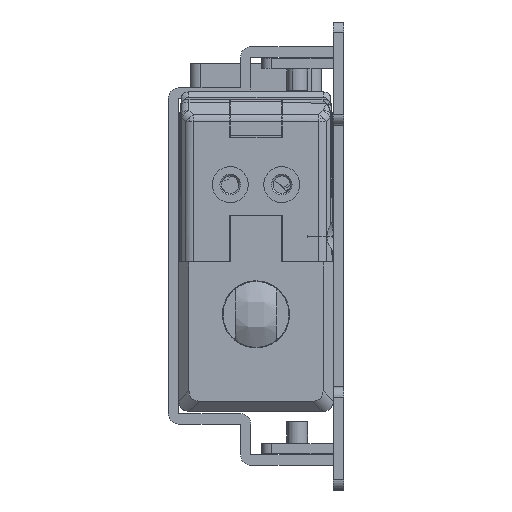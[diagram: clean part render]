
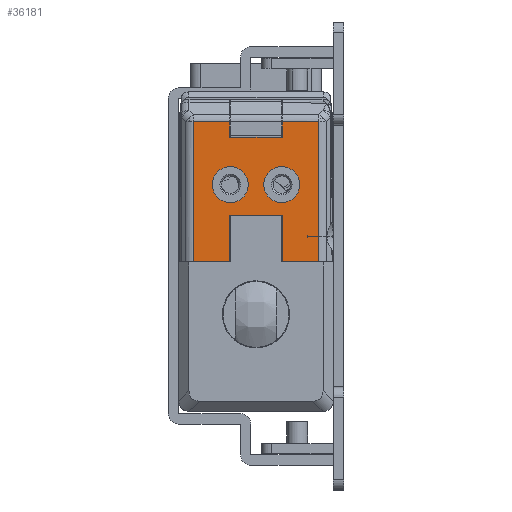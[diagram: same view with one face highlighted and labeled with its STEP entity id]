
A CAD part, left-side view. The second image highlights one B-rep face of the part: STEP entity #36181.
In plain terms, the highlighted planar face has unit normal (-1, 0, 0).
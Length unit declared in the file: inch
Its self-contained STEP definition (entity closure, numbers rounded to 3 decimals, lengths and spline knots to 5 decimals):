
#113 = CARTESIAN_POINT ( 'NONE',  ( -2.08268, 0.43406, -0.02283 ) ) ;
#364 = ORIENTED_EDGE ( 'NONE', *, *, #3074, .T. ) ;
#894 = LINE ( 'NONE', #39026, #60766 ) ;
#960 = VERTEX_POINT ( 'NONE', #31680 ) ;
#2695 = LINE ( 'NONE', #23568, #71529 ) ;
#3074 = EDGE_CURVE ( 'NONE', #45735, #72867, #59821, .T. ) ;
#4719 = PLANE ( 'NONE',  #45755 ) ;
#4828 = ORIENTED_EDGE ( 'NONE', *, *, #32017, .T. ) ;
#4862 = ORIENTED_EDGE ( 'NONE', *, *, #90657, .T. ) ;
#4901 = CARTESIAN_POINT ( 'NONE',  ( -2.08268, 0.23425, 0.51205 ) ) ;
#5137 = DIRECTION ( 'NONE',  ( 0., 0., -1. ) ) ;
#5160 = VERTEX_POINT ( 'NONE', #4901 ) ;
#5284 = VERTEX_POINT ( 'NONE', #77521 ) ;
#5627 = DIRECTION ( 'NONE',  ( 0., 0., 1. ) ) ;
#6025 = DIRECTION ( 'NONE',  ( 0., 0., 1. ) ) ;
#6548 = ORIENTED_EDGE ( 'NONE', *, *, #30559, .T. ) ;
#7514 = ORIENTED_EDGE ( 'NONE', *, *, #73931, .T. ) ;
#7829 = CIRCLE ( 'NONE', #21799, 0.0689 ) ;
#8063 = CARTESIAN_POINT ( 'NONE',  ( -2.08268, 0.09505, -0.02283 ) ) ;
#9157 = DIRECTION ( 'NONE',  ( 0., 1., 0. ) ) ;
#9800 = CARTESIAN_POINT ( 'NONE',  ( -2.08268, 0.03937, -0.02283 ) ) ;
#10111 = LINE ( 'NONE', #89569, #24449 ) ;
#11581 = VERTEX_POINT ( 'NONE', #37731 ) ;
#13343 = DIRECTION ( 'NONE',  ( 0., 0., 1. ) ) ;
#13981 = CARTESIAN_POINT ( 'NONE',  ( -2.08268, 0.03937, 0.51205 ) ) ;
#14218 = VERTEX_POINT ( 'NONE', #58632 ) ;
#14777 = EDGE_CURVE ( 'NONE', #11581, #960, #70472, .T. ) ;
#14883 = DIRECTION ( 'NONE',  ( 0., -1., 0. ) ) ;
#15199 = DIRECTION ( 'NONE',  ( 0., 0., 1. ) ) ;
#16366 = FACE_OUTER_BOUND ( 'NONE', #76501, .T. ) ;
#19193 = EDGE_CURVE ( 'NONE', #61942, #34077, #81368, .T. ) ;
#19934 = CARTESIAN_POINT ( 'NONE',  ( -2.08268, 0.23622, 0.27245 ) ) ;
#20161 = EDGE_CURVE ( 'NONE', #35036, #91105, #90002, .T. ) ;
#20284 = VERTEX_POINT ( 'NONE', #38776 ) ;
#20290 = VERTEX_POINT ( 'NONE', #39066 ) ;
#21246 = EDGE_CURVE ( 'NONE', #5284, #20284, #62028, .T. ) ;
#21344 = VECTOR ( 'NONE', #23376, 39.37008 ) ;
#21799 = AXIS2_PLACEMENT_3D ( 'NONE', #29119, #22227, #78798 ) ;
#22225 = VECTOR ( 'NONE', #14883, 39.37008 ) ;
#22227 = DIRECTION ( 'NONE',  ( 1., 0., 0. ) ) ;
#23376 = DIRECTION ( 'NONE',  ( 0., -1., 0. ) ) ;
#23568 = CARTESIAN_POINT ( 'NONE',  ( -2.08268, 0.03937, 0.45355 ) ) ;
#23655 = ORIENTED_EDGE ( 'NONE', *, *, #59864, .T. ) ;
#24449 = VECTOR ( 'NONE', #90171, 39.37008 ) ;
#25310 = ORIENTED_EDGE ( 'NONE', *, *, #20161, .T. ) ;
#27090 = EDGE_CURVE ( 'NONE', #91105, #20290, #84340, .T. ) ;
#27645 = DIRECTION ( 'NONE',  ( -1., 0., 0. ) ) ;
#28047 = CARTESIAN_POINT ( 'NONE',  ( -2.08268, 0.43504, 0.62679 ) ) ;
#29119 = CARTESIAN_POINT ( 'NONE',  ( -2.08268, 0.23622, 0.27245 ) ) ;
#29437 = VERTEX_POINT ( 'NONE', #71812 ) ;
#30340 = CARTESIAN_POINT ( 'NONE',  ( -2.08268, 0.43504, 0.51205 ) ) ;
#30559 = EDGE_CURVE ( 'NONE', #14218, #78548, #59577, .T. ) ;
#30722 = CARTESIAN_POINT ( 'NONE',  ( -2.08268, 0.23524, 0.15532 ) ) ;
#30980 = CARTESIAN_POINT ( 'NONE',  ( -2.08268, 0.09505, 0.51205 ) ) ;
#31067 = DIRECTION ( 'NONE',  ( 0., 0., 1. ) ) ;
#31362 = LINE ( 'NONE', #13981, #81321 ) ;
#31680 = CARTESIAN_POINT ( 'NONE',  ( -2.08268, 0.43307, 0.34135 ) ) ;
#32017 = EDGE_CURVE ( 'NONE', #34077, #35036, #86721, .T. ) ;
#34077 = VERTEX_POINT ( 'NONE', #113 ) ;
#34733 = EDGE_CURVE ( 'NONE', #72867, #5160, #31362, .T. ) ;
#35036 = VERTEX_POINT ( 'NONE', #55158 ) ;
#35111 = CARTESIAN_POINT ( 'NONE',  ( -2.08268, 0.03937, -0.02283 ) ) ;
#36181 = ADVANCED_FACE ( 'NONE', ( #16366, #57406, #89637 ), #4719, .T. ) ;
#36236 = EDGE_CURVE ( 'NONE', #960, #11581, #39631, .T. ) ;
#37034 = EDGE_CURVE ( 'NONE', #29437, #14218, #2695, .T. ) ;
#37444 = VECTOR ( 'NONE', #6025, 39.37008 ) ;
#37731 = CARTESIAN_POINT ( 'NONE',  ( -2.08268, 0.43307, 0.20355 ) ) ;
#38776 = CARTESIAN_POINT ( 'NONE',  ( -2.08268, 0.23622, 0.34135 ) ) ;
#39026 = CARTESIAN_POINT ( 'NONE',  ( -2.08268, 0.57424, -0.02283 ) ) ;
#39066 = CARTESIAN_POINT ( 'NONE',  ( -2.08268, 0.23524, -0.02283 ) ) ;
#39631 = CIRCLE ( 'NONE', #72536, 0.0689 ) ;
#40452 = EDGE_CURVE ( 'NONE', #20290, #45735, #10111, .T. ) ;
#40599 = ORIENTED_EDGE ( 'NONE', *, *, #21246, .T. ) ;
#41625 = CARTESIAN_POINT ( 'NONE',  ( -2.08268, 0.43307, 0.27245 ) ) ;
#42072 = ORIENTED_EDGE ( 'NONE', *, *, #34733, .T. ) ;
#45735 = VERTEX_POINT ( 'NONE', #80882 ) ;
#45755 = AXIS2_PLACEMENT_3D ( 'NONE', #35111, #27645, #55861 ) ;
#46251 = VERTEX_POINT ( 'NONE', #76589 ) ;
#49129 = DIRECTION ( 'NONE',  ( 0., 0., 1. ) ) ;
#50801 = EDGE_LOOP ( 'NONE', ( #55963, #74218 ) ) ;
#51338 = AXIS2_PLACEMENT_3D ( 'NONE', #19934, #77377, #49129 ) ;
#55158 = CARTESIAN_POINT ( 'NONE',  ( -2.08268, 0.43406, 0.15532 ) ) ;
#55861 = DIRECTION ( 'NONE',  ( 0., 0., 1. ) ) ;
#55963 = ORIENTED_EDGE ( 'NONE', *, *, #36236, .T. ) ;
#57377 = CARTESIAN_POINT ( 'NONE',  ( -2.08268, 0.03937, 0.15532 ) ) ;
#57406 = FACE_BOUND ( 'NONE', #87453, .T. ) ;
#58632 = CARTESIAN_POINT ( 'NONE',  ( -2.08268, 0.43504, 0.45355 ) ) ;
#59577 = LINE ( 'NONE', #28047, #37444 ) ;
#59821 = LINE ( 'NONE', #8063, #68482 ) ;
#59864 = EDGE_CURVE ( 'NONE', #78548, #46251, #77290, .T. ) ;
#60766 = VECTOR ( 'NONE', #88041, 39.37008 ) ;
#61515 = DIRECTION ( 'NONE',  ( 0., 0., -1. ) ) ;
#61942 = VERTEX_POINT ( 'NONE', #88813 ) ;
#62028 = CIRCLE ( 'NONE', #51338, 0.0689 ) ;
#62510 = CARTESIAN_POINT ( 'NONE',  ( -2.08268, 0.23425, 0.46143 ) ) ;
#63339 = DIRECTION ( 'NONE',  ( 1., 0., 0. ) ) ;
#63880 = CARTESIAN_POINT ( 'NONE',  ( -2.08268, 0.43307, 0.27245 ) ) ;
#67912 = AXIS2_PLACEMENT_3D ( 'NONE', #63880, #70116, #13343 ) ;
#68373 = VECTOR ( 'NONE', #9157, 39.37008 ) ;
#68482 = VECTOR ( 'NONE', #15199, 39.37008 ) ;
#70116 = DIRECTION ( 'NONE',  ( 1., 0., 0. ) ) ;
#70472 = CIRCLE ( 'NONE', #67912, 0.0689 ) ;
#70972 = LINE ( 'NONE', #62510, #87607 ) ;
#71529 = VECTOR ( 'NONE', #79239, 39.37008 ) ;
#71812 = CARTESIAN_POINT ( 'NONE',  ( -2.08268, 0.23425, 0.45355 ) ) ;
#72536 = AXIS2_PLACEMENT_3D ( 'NONE', #41625, #63339, #5627 ) ;
#72867 = VERTEX_POINT ( 'NONE', #30980 ) ;
#72972 = ORIENTED_EDGE ( 'NONE', *, *, #74358, .T. ) ;
#73620 = CARTESIAN_POINT ( 'NONE',  ( -2.08268, 0.43406, -0.02283 ) ) ;
#73931 = EDGE_CURVE ( 'NONE', #20284, #5284, #7829, .T. ) ;
#74218 = ORIENTED_EDGE ( 'NONE', *, *, #14777, .T. ) ;
#74358 = EDGE_CURVE ( 'NONE', #5160, #29437, #70972, .T. ) ;
#74583 = VECTOR ( 'NONE', #31067, 39.37008 ) ;
#75043 = ORIENTED_EDGE ( 'NONE', *, *, #37034, .T. ) ;
#75571 = CARTESIAN_POINT ( 'NONE',  ( -2.08268, 0.23524, -0.02283 ) ) ;
#76501 = EDGE_LOOP ( 'NONE', ( #42072, #72972, #75043, #6548, #23655, #4862, #87924, #4828, #25310, #88423, #82205, #364 ) ) ;
#76589 = CARTESIAN_POINT ( 'NONE',  ( -2.08268, 0.57424, 0.51205 ) ) ;
#77290 = LINE ( 'NONE', #80842, #68373 ) ;
#77317 = DIRECTION ( 'NONE',  ( 0., 1., 0. ) ) ;
#77377 = DIRECTION ( 'NONE',  ( 1., 0., 0. ) ) ;
#77521 = CARTESIAN_POINT ( 'NONE',  ( -2.08268, 0.23622, 0.20355 ) ) ;
#78548 = VERTEX_POINT ( 'NONE', #30340 ) ;
#78798 = DIRECTION ( 'NONE',  ( 0., 0., 1. ) ) ;
#79239 = DIRECTION ( 'NONE',  ( 0., 1., 0. ) ) ;
#80842 = CARTESIAN_POINT ( 'NONE',  ( -2.08268, 0.03937, 0.51205 ) ) ;
#80882 = CARTESIAN_POINT ( 'NONE',  ( -2.08268, 0.09505, -0.02283 ) ) ;
#81321 = VECTOR ( 'NONE', #77317, 39.37008 ) ;
#81368 = LINE ( 'NONE', #9800, #21344 ) ;
#82205 = ORIENTED_EDGE ( 'NONE', *, *, #40452, .T. ) ;
#84340 = LINE ( 'NONE', #75571, #85504 ) ;
#85504 = VECTOR ( 'NONE', #61515, 39.37008 ) ;
#86721 = LINE ( 'NONE', #73620, #74583 ) ;
#87453 = EDGE_LOOP ( 'NONE', ( #7514, #40599 ) ) ;
#87607 = VECTOR ( 'NONE', #5137, 39.37008 ) ;
#87924 = ORIENTED_EDGE ( 'NONE', *, *, #19193, .T. ) ;
#88041 = DIRECTION ( 'NONE',  ( 0., 0., -1. ) ) ;
#88423 = ORIENTED_EDGE ( 'NONE', *, *, #27090, .T. ) ;
#88813 = CARTESIAN_POINT ( 'NONE',  ( -2.08268, 0.57424, -0.02283 ) ) ;
#89569 = CARTESIAN_POINT ( 'NONE',  ( -2.08268, 0.03937, -0.02283 ) ) ;
#89637 = FACE_BOUND ( 'NONE', #50801, .T. ) ;
#90002 = LINE ( 'NONE', #57377, #22225 ) ;
#90171 = DIRECTION ( 'NONE',  ( 0., -1., 0. ) ) ;
#90657 = EDGE_CURVE ( 'NONE', #46251, #61942, #894, .T. ) ;
#91105 = VERTEX_POINT ( 'NONE', #30722 ) ;
